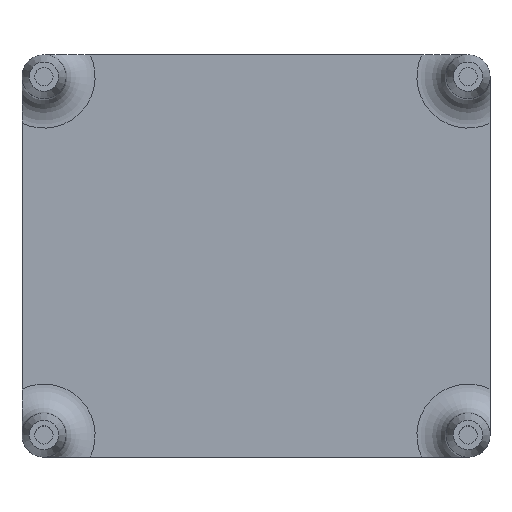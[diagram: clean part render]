
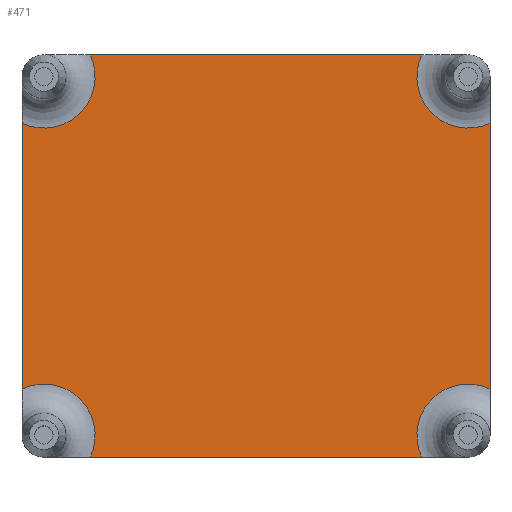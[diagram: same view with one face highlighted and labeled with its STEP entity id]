
A CAD part, top view. The second image highlights one B-rep face of the part: STEP entity #471.
In plain terms, the highlighted planar face has unit normal (0, 0, 1).
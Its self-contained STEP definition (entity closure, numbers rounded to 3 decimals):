
#31=PLANE('',#545);
#57=LINE('',#899,#85);
#58=LINE('',#900,#86);
#59=LINE('',#901,#87);
#60=LINE('',#902,#88);
#85=VECTOR('',#683,10.);
#86=VECTOR('',#684,10.);
#87=VECTOR('',#685,10.);
#88=VECTOR('',#686,10.);
#125=FACE_OUTER_BOUND('',#159,.T.);
#159=EDGE_LOOP('',(#403,#404,#405,#406,#407,#408,#409,#410));
#166=CIRCLE('',#493,7.);
#170=CIRCLE('',#499,7.);
#175=CIRCLE('',#506,7.);
#180=CIRCLE('',#513,7.);
#203=VERTEX_POINT('',#703);
#206=VERTEX_POINT('',#717);
#210=VERTEX_POINT('',#739);
#213=VERTEX_POINT('',#753);
#217=VERTEX_POINT('',#775);
#221=VERTEX_POINT('',#791);
#225=VERTEX_POINT('',#813);
#229=VERTEX_POINT('',#829);
#248=EDGE_CURVE('',#206,#203,#166,.T.);
#257=EDGE_CURVE('',#213,#210,#170,.T.);
#267=EDGE_CURVE('',#221,#217,#175,.T.);
#277=EDGE_CURVE('',#229,#225,#180,.T.);
#303=EDGE_CURVE('',#206,#210,#57,.T.);
#304=EDGE_CURVE('',#213,#217,#58,.T.);
#305=EDGE_CURVE('',#221,#225,#59,.T.);
#306=EDGE_CURVE('',#229,#203,#60,.T.);
#403=ORIENTED_EDGE('',*,*,#248,.F.);
#404=ORIENTED_EDGE('',*,*,#303,.T.);
#405=ORIENTED_EDGE('',*,*,#257,.F.);
#406=ORIENTED_EDGE('',*,*,#304,.T.);
#407=ORIENTED_EDGE('',*,*,#267,.F.);
#408=ORIENTED_EDGE('',*,*,#305,.T.);
#409=ORIENTED_EDGE('',*,*,#277,.F.);
#410=ORIENTED_EDGE('',*,*,#306,.T.);
#471=ADVANCED_FACE('',(#125),#31,.T.);
#493=AXIS2_PLACEMENT_3D('',#728,#557,#558);
#499=AXIS2_PLACEMENT_3D('',#764,#572,#573);
#506=AXIS2_PLACEMENT_3D('',#802,#589,#590);
#513=AXIS2_PLACEMENT_3D('',#840,#606,#607);
#545=AXIS2_PLACEMENT_3D('',#898,#681,#682);
#557=DIRECTION('center_axis',(0.,0.,
1.));
#558=DIRECTION('ref_axis',(-0.707,0.707,0.));
#572=DIRECTION('center_axis',(0.,0.,
1.));
#573=DIRECTION('ref_axis',(-0.707,-0.707,0.));
#589=DIRECTION('center_axis',(0.,0.,
1.));
#590=DIRECTION('ref_axis',(0.707,-0.707,0.));
#606=DIRECTION('center_axis',(0.,0.,
1.));
#607=DIRECTION('ref_axis',(0.707,0.707,0.));
#681=DIRECTION('center_axis',(0.,0.,
1.));
#682=DIRECTION('ref_axis',(-1.,0.,0.));
#683=DIRECTION('',(0.,1.,0.));
#684=DIRECTION('',(-1.,0.,0.));
#685=DIRECTION('',(0.,-1.,0.));
#686=DIRECTION('',(1.,0.,0.));
#703=CARTESIAN_POINT('',(-55.791,-10.721,3.054));
#717=CARTESIAN_POINT('',(-46.467,-1.396,3.054));
#728=CARTESIAN_POINT('Origin',(-49.467,-7.721,3.054));
#739=CARTESIAN_POINT('',(-46.467,34.955,3.054));
#753=CARTESIAN_POINT('',(-55.791,44.279,3.054));
#764=CARTESIAN_POINT('Origin',(-49.467,41.279,3.054));
#775=CARTESIAN_POINT('',(-101.142,44.279,3.054));
#791=CARTESIAN_POINT('',(-110.467,34.955,3.054));
#802=CARTESIAN_POINT('Origin',(-107.467,41.279,3.054));
#813=CARTESIAN_POINT('',(-110.467,-1.396,3.054));
#829=CARTESIAN_POINT('',(-101.142,-10.721,3.054));
#840=CARTESIAN_POINT('Origin',(-107.467,-7.721,3.054));
#898=CARTESIAN_POINT('Origin',(-78.467,16.779,3.054));
#899=CARTESIAN_POINT('',(-46.467,-10.721,3.054));
#900=CARTESIAN_POINT('',(-46.467,44.279,3.054));
#901=CARTESIAN_POINT('',(-110.467,44.279,3.054));
#902=CARTESIAN_POINT('',(-110.467,-10.721,3.054));
